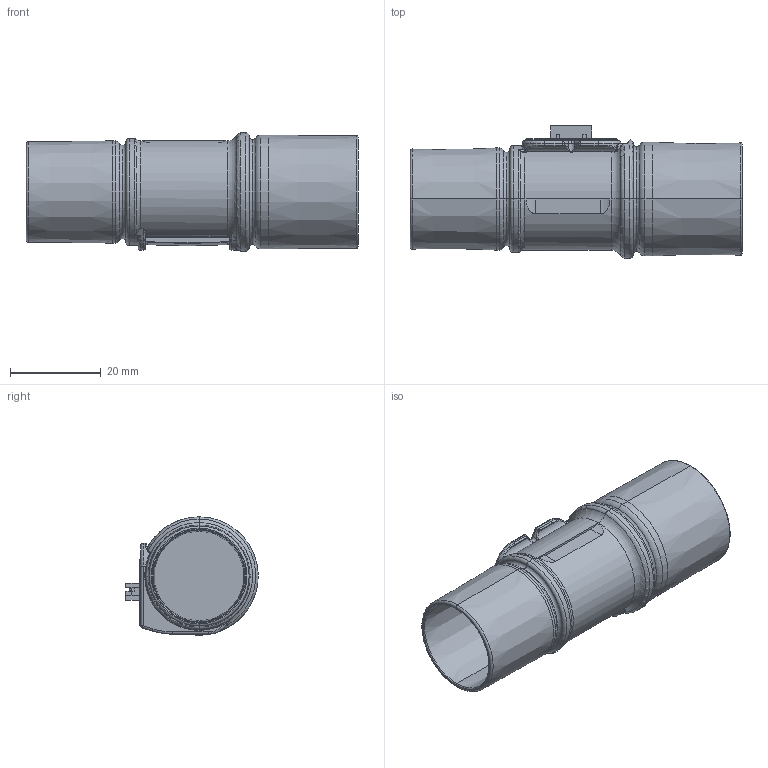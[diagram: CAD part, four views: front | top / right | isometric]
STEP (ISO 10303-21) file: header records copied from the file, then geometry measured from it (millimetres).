
FILE_DESCRIPTION (( 'STEP AP203' ), '1' );
FILE_NAME ('115647-_Publikationsmodell SFM 3200 JST.step', '2015-08-07T13:38:16', ( 'IT' ), ( '' ), 'SwSTEP 2.0', 'SolidWorks 2015', '' );
FILE_SCHEMA (( 'CONFIG_CONTROL_DESIGN' ));
Products named in the file (1): 115647-_Publikationsmodell SFM 3200 JST
Bounding box: 73 x 29.1 x 26 mm (x, y, z)
Volume: 17899.9 mm3; surface area: 10461.6 mm2
Topology: 4 solids, 4 shells, 575 faces, 1453 edges, 873 vertices
Faces by surface type: plane 212, bspline 150, cylinder 117, torus 66, cone 22, sphere 8
Entity records: 31961 total; most frequent: CARTESIAN_POINT 19345, ORIENTED_EDGE 2868, DIRECTION 2286, EDGE_CURVE 1434, VERTEX_POINT 871, AXIS2_PLACEMENT_3D 831, LINE 624, VECTOR 624
